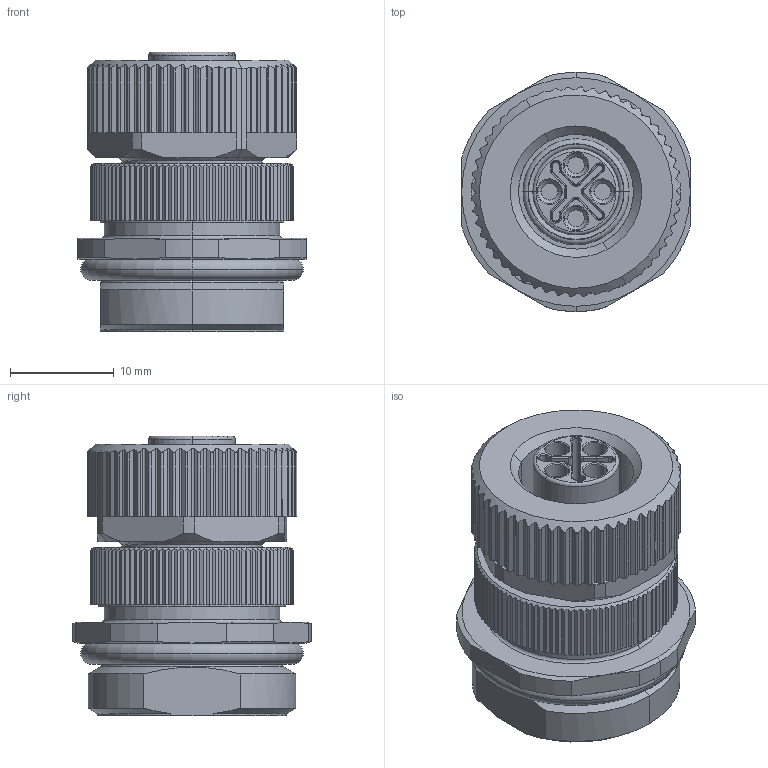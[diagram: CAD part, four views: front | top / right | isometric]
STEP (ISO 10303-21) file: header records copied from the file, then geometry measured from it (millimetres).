
FILE_DESCRIPTION(('CATIA V5 STEP Exchange','CAx-IF Rec.Pracs.--- Model Styling and Organization---1.4--- 2014-01-23'),'2;1');
FILE_NAME ('013709-1_1', '2020-02-17T10:08:44+00:00', ('none'), ('Weidmueller'), 'CATIA Version 5-6 Release 2016 SP3 HF44', 'CATIA V5 STEP AP214', 'none');
FILE_SCHEMA(('AUTOMOTIVE_DESIGN { 1 0 10303 214 1 1 1 1 }'));
Length unit declared in the file: millimetre
Products named in the file (1): 1460300000
Bounding box: 22 x 23 x 26.9 mm (x, y, z)
Volume: 6683.9 mm3; surface area: 5049.3 mm2
Topology: 2 solids, 4 shells, 928 faces, 2594 edges, 1693 vertices
Faces by surface type: plane 411, cylinder 334, cone 80, extrusion 49, torus 48, sphere 6
Entity records: 32218 total; most frequent: CARTESIAN_POINT 10113, ORIENTED_EDGE 5160, DIRECTION 3546, EDGE_CURVE 2578, VERTEX_POINT 1691, AXIS2_PLACEMENT_3D 1375, VECTOR 1299, LINE 1250
